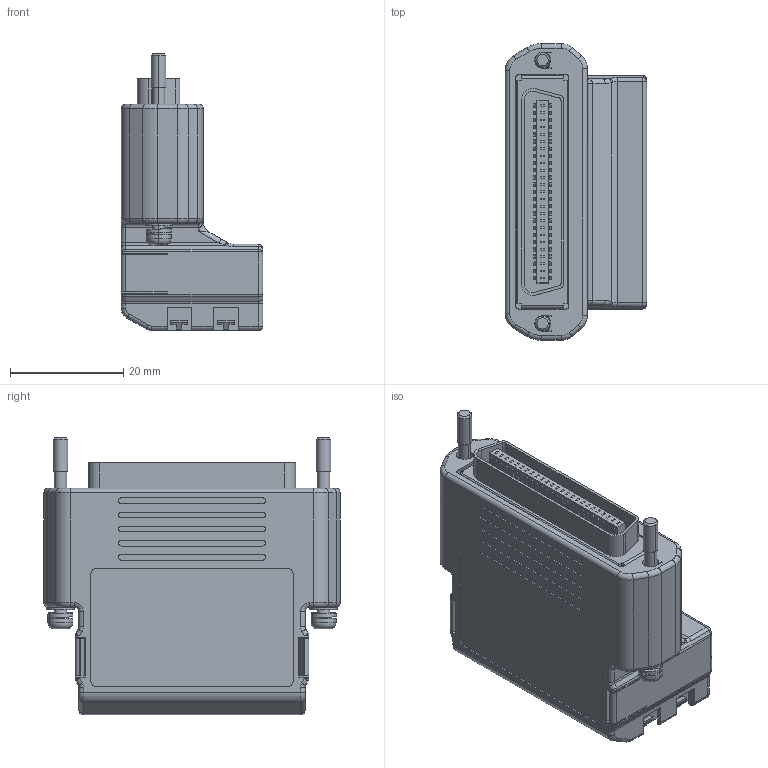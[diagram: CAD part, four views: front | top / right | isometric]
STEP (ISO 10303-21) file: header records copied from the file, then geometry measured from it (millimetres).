
FILE_DESCRIPTION (( 'STEP AP214' ), '1' );
FILE_NAME ('SV2-CN1-LTB20.STEP', '2020-11-11T17:43:04', ( '' ), ( '' ), 'SwSTEP 2.0', 'SolidWorks 2017', '' );
FILE_SCHEMA (( 'AUTOMOTIVE_DESIGN' ));
Length unit declared in the file: inch
Products named in the file (1): SV2-CN1-LTB20
Bounding box: 25 x 52.4 x 49 mm (x, y, z)
Volume: 17337.3 mm3; surface area: 29635.3 mm2
Topology: 10 solids, 10 shells, 3598 faces, 9757 edges, 6158 vertices
Faces by surface type: plane 2316, cylinder 902, cone 221, torus 127, bspline 20, sphere 12
Entity records: 115401 total; most frequent: CARTESIAN_POINT 26219, ORIENTED_EDGE 19188, DIRECTION 17484, EDGE_CURVE 9594, VECTOR 6704, LINE 6704, VERTEX_POINT 6158, AXIS2_PLACEMENT_3D 5390
